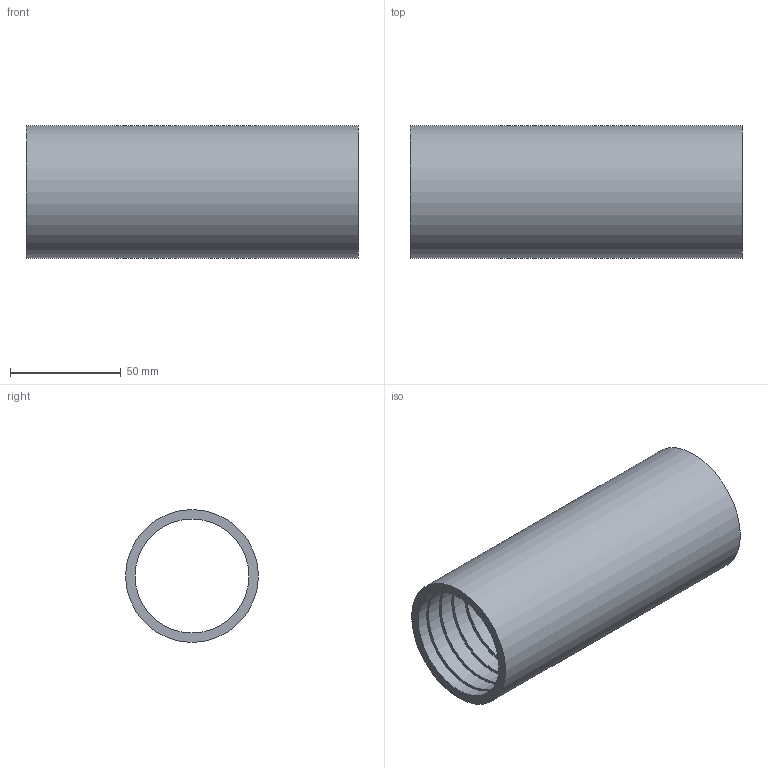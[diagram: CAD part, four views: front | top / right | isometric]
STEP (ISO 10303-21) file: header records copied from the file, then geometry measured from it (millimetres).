
FILE_DESCRIPTION( ( 'STEP AP203' ), '1' );
FILE_NAME( 'LIQUID-TIGHT-UL-CSA 0621.000.051.stp', '2020-03-11T12:28:01', ( '' ), ( '' ), ' ', 'PARTsolutions', ' ' );
FILE_SCHEMA( ( 'CONFIG_CONTROL_DESIGN' ) );
Length unit declared in the file: millimetre
Products named in the file (1): _LIQUID-TIGHT-UL-CSA 0621.000.051
Bounding box: 150 x 60 x 60 mm (x, y, z)
Volume: 109047.2 mm3; surface area: 58458.3 mm2
Topology: 1 solids, 1 shells, 24 faces, 36 edges, 24 vertices
Faces by surface type: plane 12, cylinder 12
Full cylindrical faces by diameter (mm): 51.5 x6, 56.6 x5, 60 x1
Entity records: 532 total; most frequent: DIRECTION 98, CARTESIAN_POINT 73, AXIS2_PLACEMENT_3D 49, EDGE_LOOP 48, ORIENTED_EDGE 48, FACE_OUTER_BOUND 36, ADVANCED_FACE 24, EDGE_CURVE 24
